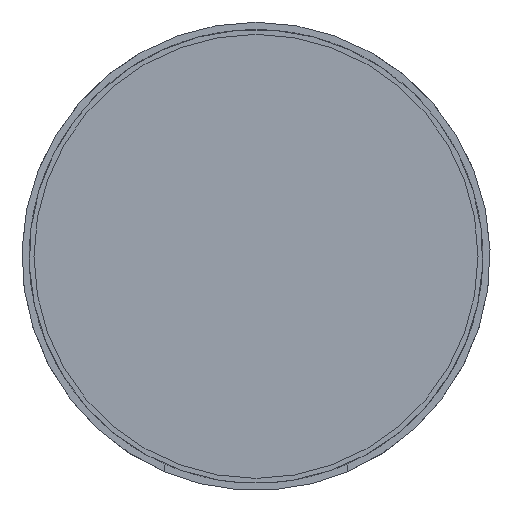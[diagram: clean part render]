
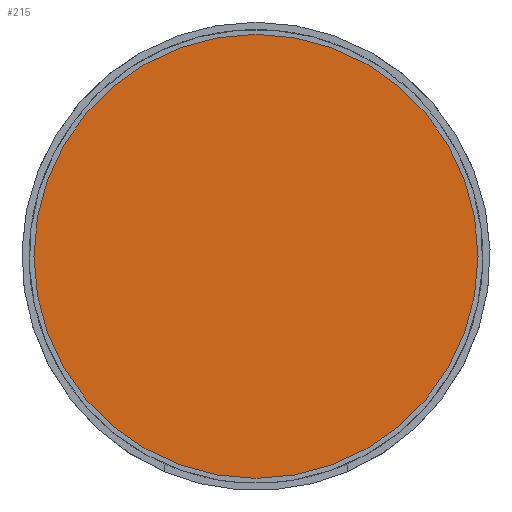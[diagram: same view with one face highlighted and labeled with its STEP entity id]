
A CAD part, front view. The second image highlights one B-rep face of the part: STEP entity #215.
In plain terms, the highlighted planar face has unit normal (0, -1, 0).
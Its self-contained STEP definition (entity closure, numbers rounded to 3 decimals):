
#48 = AXIS2_PLACEMENT_3D ( 'NONE', #98, #81, #107 ) ;
#54 = EDGE_CURVE ( 'NONE', #331, #331, #344, .T. ) ;
#63 = AXIS2_PLACEMENT_3D ( 'NONE', #163, #175, #157 ) ;
#81 = DIRECTION ( 'NONE',  ( 0., -1., 0. ) ) ;
#98 = CARTESIAN_POINT ( 'NONE',  ( 0., 2., 0. ) ) ;
#107 = DIRECTION ( 'NONE',  ( 0., 0., -1. ) ) ;
#141 = CARTESIAN_POINT ( 'NONE',  ( 0., 2., -36.7 ) ) ;
#157 = DIRECTION ( 'NONE',  ( 0., 0., -1. ) ) ;
#163 = CARTESIAN_POINT ( 'NONE',  ( 0., 2., 0. ) ) ;
#175 = DIRECTION ( 'NONE',  ( 0., -1., 0. ) ) ;
#181 = PLANE ( 'NONE',  #63 ) ;
#215 = ADVANCED_FACE ( 'NONE', ( #230 ), #181, .T. ) ;
#230 = FACE_OUTER_BOUND ( 'NONE', #265, .T. ) ;
#250 = ORIENTED_EDGE ( 'NONE', *, *, #54, .T. ) ;
#265 = EDGE_LOOP ( 'NONE', ( #250 ) ) ;
#331 = VERTEX_POINT ( 'NONE', #141 ) ;
#344 = CIRCLE ( 'NONE', #48, 36.7 ) ;
